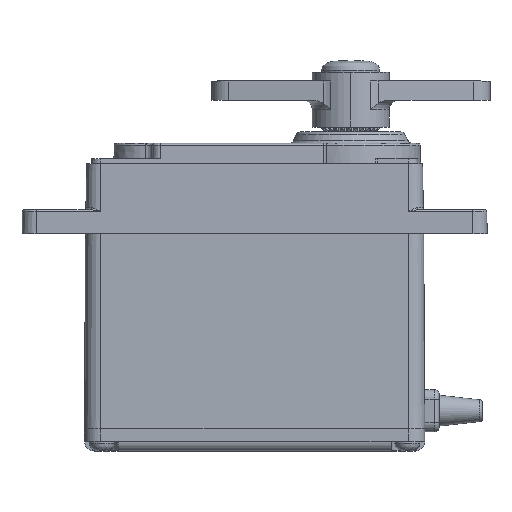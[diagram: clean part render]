
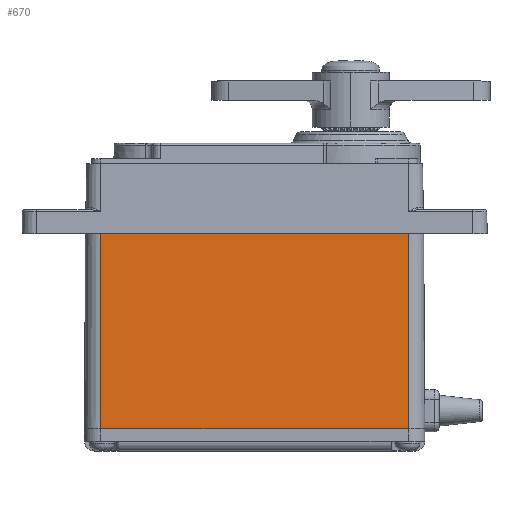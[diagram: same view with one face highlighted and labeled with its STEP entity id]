
A CAD part, top view. The second image highlights one B-rep face of the part: STEP entity #670.
In plain terms, the highlighted planar face has unit normal (0, 0.005, 1).
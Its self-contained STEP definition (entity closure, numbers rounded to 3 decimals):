
#297=DIRECTION('',(0.,1.,-0.005));
#298=VECTOR('',#297,20.3);
#299=CARTESIAN_POINT('',(16.,-20.6,7.5));
#300=LINE('',#299,#298);
#304=DIRECTION('',(-1.,0.,0.));
#305=VECTOR('',#304,32.);
#306=CARTESIAN_POINT('',(16.,-0.3,7.4));
#307=LINE('',#306,#305);
#364=DIRECTION('',(-1.,0.,0.));
#365=VECTOR('',#364,32.);
#366=CARTESIAN_POINT('',(16.,-20.6,7.5));
#367=LINE('',#366,#365);
#371=DIRECTION('',(0.,-1.,0.005));
#372=VECTOR('',#371,20.3);
#373=CARTESIAN_POINT('',(-16.,-0.3,7.4));
#374=LINE('',#373,#372);
#439=CARTESIAN_POINT('',(-16.,-20.6,7.5));
#440=VERTEX_POINT('',#439);
#441=CARTESIAN_POINT('',(16.,-20.6,7.5));
#442=VERTEX_POINT('',#441);
#457=CARTESIAN_POINT('',(16.,-0.3,7.4));
#458=VERTEX_POINT('',#457);
#459=CARTESIAN_POINT('',(-16.,-0.3,7.4));
#460=VERTEX_POINT('',#459);
#658=CARTESIAN_POINT('',(-16.,-0.3,7.4));
#659=DIRECTION('',(0.,0.005,1.));
#660=DIRECTION('',(0.,-1.,0.005));
#661=AXIS2_PLACEMENT_3D('',#658,#659,#660);
#662=PLANE('',#661);
#663=ORIENTED_EDGE('',*,*,#641,.F.);
#664=ORIENTED_EDGE('',*,*,#631,.F.);
#665=ORIENTED_EDGE('',*,*,#504,.T.);
#667=ORIENTED_EDGE('',*,*,#666,.F.);
#668=EDGE_LOOP('',(#663,#664,#665,#667));
#669=FACE_OUTER_BOUND('',#668,.F.);
#670=ADVANCED_FACE('',(#669),#662,.T.);
#504=EDGE_CURVE('',#442,#440,#367,.T.);
#631=EDGE_CURVE('',#442,#458,#300,.T.);
#641=EDGE_CURVE('',#458,#460,#307,.T.);
#666=EDGE_CURVE('',#460,#440,#374,.T.);
